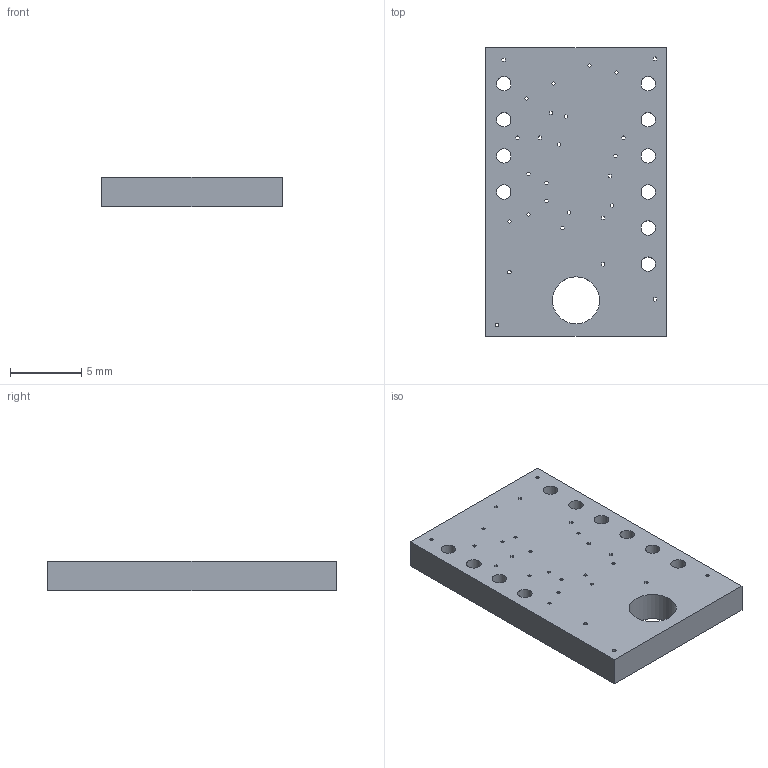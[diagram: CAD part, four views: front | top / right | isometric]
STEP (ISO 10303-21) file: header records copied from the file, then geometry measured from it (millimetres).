
FILE_DESCRIPTION(('for SolidWorks'),'2;1');
FILE_NAME('BME280.step', '2025-07-06T12:20:02',('murat'),(''),'Open CASCADE STEP processor 6.6' ,'DipTrace','Unknown');
FILE_SCHEMA(('AUTOMOTIVE_DESIGN { 1 0 10303 214 1 1 1 1 }'));
Length unit declared in the file: millimetre
Products named in the file (2): PCB_BME280; Board_BME280
Assembly tree (1 placements, depth 2):
  PCB_BME280
    Board_BME280
Bounding box: 12.7 x 20.32 x 2.08 mm (x, y, z)
Volume: 499 mm3; surface area: 749.1 mm2
Topology: 1 solids, 1 shells, 219 faces, 651 edges, 434 vertices
Faces by surface type: plane 206, cylinder 13
Full cylindrical faces by diameter (mm): 0.254 x2, 1.016 x10, 3.302 x1
Entity records: 7400 total; most frequent: CARTESIAN_POINT 1306, ORIENTED_EDGE 1302, DIRECTION 1119, EDGE_CURVE 651, LINE 625, VECTOR 625, VERTEX_POINT 434, FACE_BOUND 295
